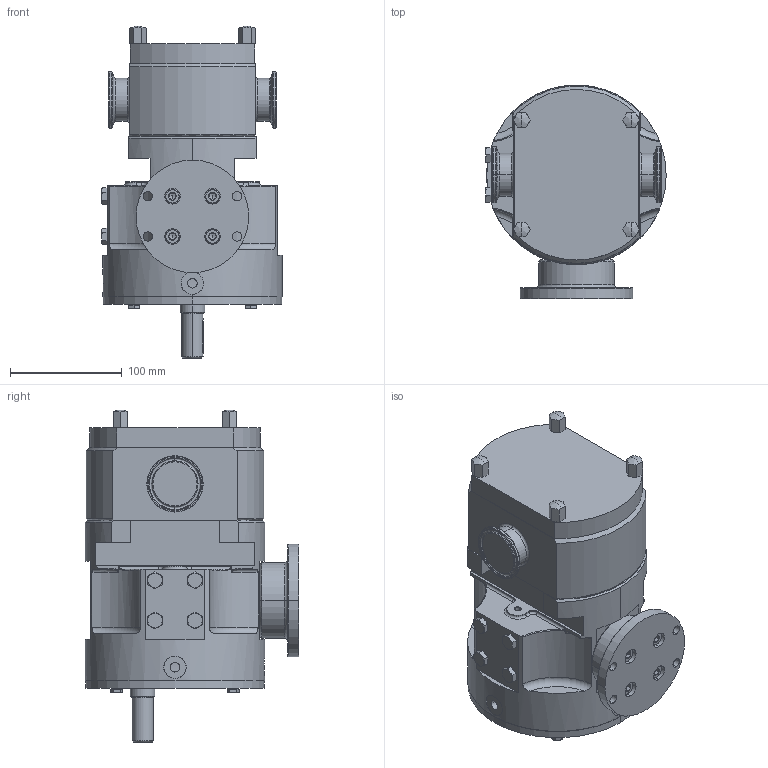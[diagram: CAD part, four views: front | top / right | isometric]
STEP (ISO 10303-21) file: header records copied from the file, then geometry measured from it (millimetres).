
FILE_DESCRIPTION((''),'2;1');
FILE_NAME('0679730010_SW0001','2021-04-08T14:30:36',('DS'),(''),'CREO PARAMETRIC BY PTC INC, 2017380','CREO PARAMETRIC BY PTC INC, 2017380','');
FILE_SCHEMA(('CONFIG_CONTROL_DESIGN'));
Length unit declared in the file: millimetre
Products named in the file (1): 0679730010_SW0001
Bounding box: 161.8 x 191.5 x 297.74 mm (x, y, z)
Volume: 4070550.3 mm3; surface area: 226734.1 mm2
Topology: 1 solids, 1 shells, 620 faces, 1469 edges, 879 vertices
Faces by surface type: plane 226, cylinder 164, cone 130, torus 68, bspline 32
Entity records: 21461 total; most frequent: CARTESIAN_POINT 7524, DIRECTION 2929, ORIENTED_EDGE 2870, EDGE_CURVE 1435, AXIS2_PLACEMENT_3D 1194, VERTEX_POINT 879, EDGE_LOOP 700, FACE_OUTER_BOUND 620
